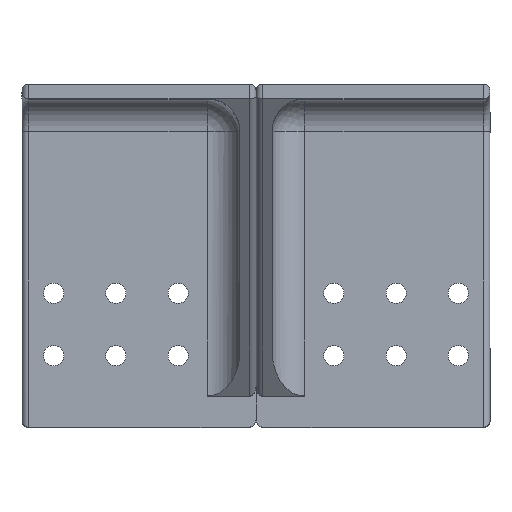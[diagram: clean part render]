
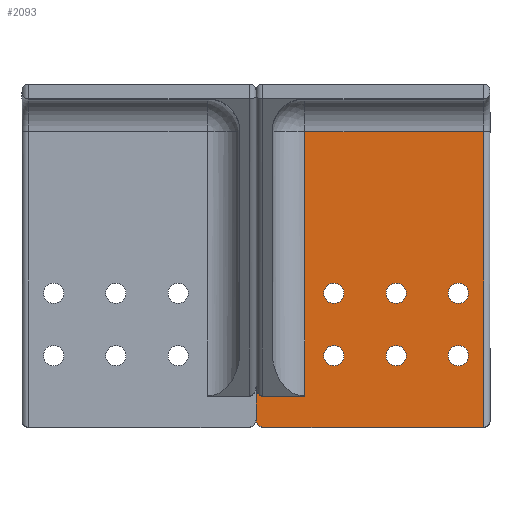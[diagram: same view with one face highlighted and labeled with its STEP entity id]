
A CAD part, top view. The second image highlights one B-rep face of the part: STEP entity #2093.
In plain terms, the highlighted planar face has unit normal (0, 0, 1).
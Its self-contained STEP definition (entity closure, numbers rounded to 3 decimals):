
#51=FACE_BOUND('',#410,.T.);
#52=FACE_BOUND('',#411,.T.);
#53=FACE_BOUND('',#412,.T.);
#54=FACE_BOUND('',#413,.T.);
#55=FACE_BOUND('',#414,.T.);
#56=FACE_BOUND('',#415,.T.);
#73=PLANE('',#2259);
#147=CIRCLE('',#2260,2.5);
#148=CIRCLE('',#2261,3.25);
#149=CIRCLE('',#2262,3.25);
#150=CIRCLE('',#2263,3.25);
#151=CIRCLE('',#2264,3.25);
#152=CIRCLE('',#2265,3.25);
#153=CIRCLE('',#2266,3.25);
#283=FACE_OUTER_BOUND('',#409,.T.);
#409=EDGE_LOOP('',(#1455,#1456,#1457,#1458,#1459,#1460,#1461,#1462));
#410=EDGE_LOOP('',(#1463));
#411=EDGE_LOOP('',(#1464));
#412=EDGE_LOOP('',(#1465));
#413=EDGE_LOOP('',(#1466));
#414=EDGE_LOOP('',(#1467));
#415=EDGE_LOOP('',(#1468));
#540=ELLIPSE('',#2252,3.38,2.);
#566=LINE('',#3217,#714);
#584=LINE('',#3273,#732);
#589=LINE('',#3287,#737);
#590=LINE('',#3289,#738);
#591=LINE('',#3290,#739);
#592=LINE('',#3292,#740);
#714=VECTOR('',#2535,10.);
#732=VECTOR('',#2597,10.);
#737=VECTOR('',#2608,10.);
#738=VECTOR('',#2609,10.);
#739=VECTOR('',#2610,10.);
#740=VECTOR('',#2611,10.);
#855=VERTEX_POINT('',#3163);
#870=VERTEX_POINT('',#3215);
#880=VERTEX_POINT('',#3256);
#881=VERTEX_POINT('',#3258);
#886=VERTEX_POINT('',#3272);
#892=VERTEX_POINT('',#3286);
#893=VERTEX_POINT('',#3288);
#894=VERTEX_POINT('',#3291);
#895=VERTEX_POINT('',#3294);
#896=VERTEX_POINT('',#3296);
#897=VERTEX_POINT('',#3298);
#898=VERTEX_POINT('',#3300);
#899=VERTEX_POINT('',#3302);
#900=VERTEX_POINT('',#3304);
#1076=EDGE_CURVE('',#870,#855,#566,.T.);
#1098=EDGE_CURVE('',#880,#881,#540,.F.);
#1105=EDGE_CURVE('',#855,#886,#584,.T.);
#1112=EDGE_CURVE('',#892,#870,#589,.T.);
#1113=EDGE_CURVE('',#893,#892,#590,.T.);
#1114=EDGE_CURVE('',#893,#881,#591,.T.);
#1115=EDGE_CURVE('',#880,#894,#592,.T.);
#1116=EDGE_CURVE('',#886,#894,#147,.T.);
#1117=EDGE_CURVE('',#895,#895,#148,.T.);
#1118=EDGE_CURVE('',#896,#896,#149,.T.);
#1119=EDGE_CURVE('',#897,#897,#150,.T.);
#1120=EDGE_CURVE('',#898,#898,#151,.T.);
#1121=EDGE_CURVE('',#899,#899,#152,.T.);
#1122=EDGE_CURVE('',#900,#900,#153,.T.);
#1455=ORIENTED_EDGE('',*,*,#1076,.F.);
#1456=ORIENTED_EDGE('',*,*,#1112,.F.);
#1457=ORIENTED_EDGE('',*,*,#1113,.F.);
#1458=ORIENTED_EDGE('',*,*,#1114,.T.);
#1459=ORIENTED_EDGE('',*,*,#1098,.F.);
#1460=ORIENTED_EDGE('',*,*,#1115,.T.);
#1461=ORIENTED_EDGE('',*,*,#1116,.F.);
#1462=ORIENTED_EDGE('',*,*,#1105,.F.);
#1463=ORIENTED_EDGE('',*,*,#1117,.T.);
#1464=ORIENTED_EDGE('',*,*,#1118,.T.);
#1465=ORIENTED_EDGE('',*,*,#1119,.T.);
#1466=ORIENTED_EDGE('',*,*,#1120,.T.);
#1467=ORIENTED_EDGE('',*,*,#1121,.T.);
#1468=ORIENTED_EDGE('',*,*,#1122,.T.);
#2093=ADVANCED_FACE('',(#283,#51,#52,#53,#54,#55,#56),#73,.T.);
#2252=AXIS2_PLACEMENT_3D('',#3259,#2583,#2584);
#2259=AXIS2_PLACEMENT_3D('',#3285,#2606,#2607);
#2260=AXIS2_PLACEMENT_3D('',#3293,#2612,#2613);
#2261=AXIS2_PLACEMENT_3D('',#3295,#2614,#2615);
#2262=AXIS2_PLACEMENT_3D('',#3297,#2616,#2617);
#2263=AXIS2_PLACEMENT_3D('',#3299,#2618,#2619);
#2264=AXIS2_PLACEMENT_3D('',#3301,#2620,#2621);
#2265=AXIS2_PLACEMENT_3D('',#3303,#2622,#2623);
#2266=AXIS2_PLACEMENT_3D('',#3305,#2624,#2625);
#2535=DIRECTION('',(0.,-1.,0.));
#2583=DIRECTION('center_axis',(0.,0.,-1.));
#2584=DIRECTION('ref_axis',(0.,-1.,0.));
#2597=DIRECTION('',(-1.,0.,0.));
#2606=DIRECTION('center_axis',(0.,0.,1.));
#2607=DIRECTION('ref_axis',(0.,-1.,0.));
#2608=DIRECTION('',(1.,0.,0.));
#2609=DIRECTION('',(0.,1.,0.));
#2610=DIRECTION('',(-1.,0.,0.));
#2611=DIRECTION('',(0.,-1.,0.));
#2612=DIRECTION('center_axis',(0.,0.,-1.));
#2613=DIRECTION('ref_axis',(-0.707,-0.707,0.));
#2614=DIRECTION('center_axis',(0.,0.,-1.));
#2615=DIRECTION('ref_axis',(-1.,0.,0.));
#2616=DIRECTION('center_axis',(0.,0.,-1.));
#2617=DIRECTION('ref_axis',(-1.,0.,0.));
#2618=DIRECTION('center_axis',(0.,0.,-1.));
#2619=DIRECTION('ref_axis',(-1.,0.,0.));
#2620=DIRECTION('center_axis',(0.,0.,-1.));
#2621=DIRECTION('ref_axis',(-1.,0.,0.));
#2622=DIRECTION('center_axis',(0.,0.,-1.));
#2623=DIRECTION('ref_axis',(-1.,0.,0.));
#2624=DIRECTION('center_axis',(0.,0.,-1.));
#2625=DIRECTION('ref_axis',(-1.,0.,0.));
#3163=CARTESIAN_POINT('',(73.134,-60.,-52.));
#3215=CARTESIAN_POINT('',(73.134,34.848,-52.));
#3217=CARTESIAN_POINT('',(73.134,23.5,-52.));
#3256=CARTESIAN_POINT('',(0.,-46.62,-52.));
#3258=CARTESIAN_POINT('',(2.,-50.,-52.));
#3259=CARTESIAN_POINT('Origin',(2.,-46.62,-52.));
#3272=CARTESIAN_POINT('',(2.5,-60.,-52.));
#3273=CARTESIAN_POINT('',(22.5,-60.,-52.));
#3285=CARTESIAN_POINT('Origin',(0.,-3.,-52.));
#3286=CARTESIAN_POINT('',(15.665,34.848,-52.));
#3287=CARTESIAN_POINT('',(44.583,34.848,-52.));
#3288=CARTESIAN_POINT('',(15.665,-50.,-52.));
#3289=CARTESIAN_POINT('',(15.665,8.674,-52.));
#3290=CARTESIAN_POINT('',(0.,-50.,-52.));
#3291=CARTESIAN_POINT('',(0.,-57.5,-52.));
#3292=CARTESIAN_POINT('',(0.,-20.25,-52.));
#3293=CARTESIAN_POINT('Origin',(2.5,-57.5,-52.));
#3294=CARTESIAN_POINT('',(68.25,-37.,-52.));
#3295=CARTESIAN_POINT('Origin',(65.,-37.,-52.));
#3296=CARTESIAN_POINT('',(68.25,-17.,-52.));
#3297=CARTESIAN_POINT('Origin',(65.,-17.,-52.));
#3298=CARTESIAN_POINT('',(48.25,-37.,-52.));
#3299=CARTESIAN_POINT('Origin',(45.,-37.,-52.));
#3300=CARTESIAN_POINT('',(28.25,-17.,-52.));
#3301=CARTESIAN_POINT('Origin',(25.,-17.,-52.));
#3302=CARTESIAN_POINT('',(28.25,-37.,-52.));
#3303=CARTESIAN_POINT('Origin',(25.,-37.,-52.));
#3304=CARTESIAN_POINT('',(48.25,-17.,-52.));
#3305=CARTESIAN_POINT('Origin',(45.,-17.,-52.));
